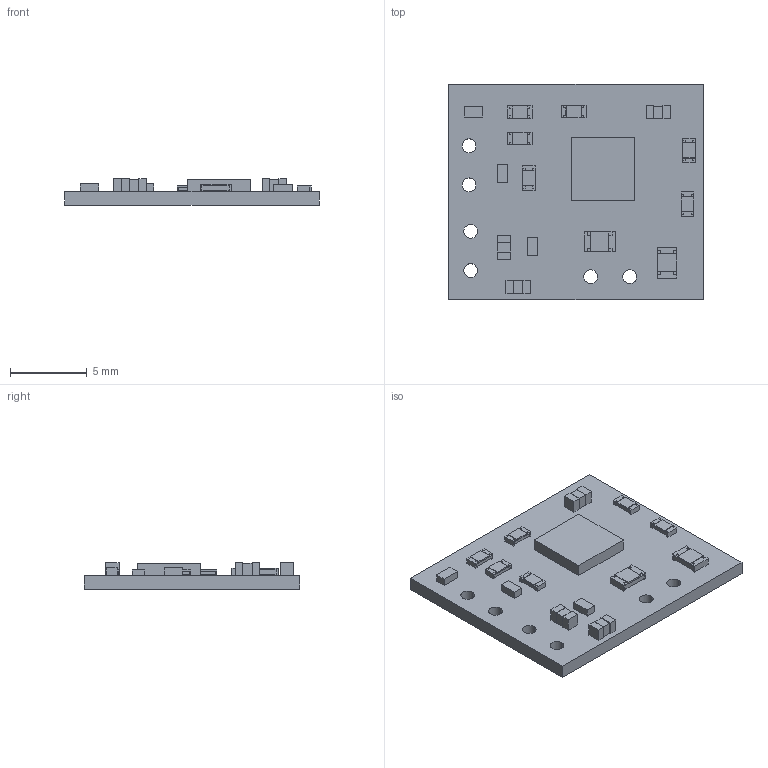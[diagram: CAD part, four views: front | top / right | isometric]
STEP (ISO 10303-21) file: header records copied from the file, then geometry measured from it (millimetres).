
FILE_DESCRIPTION(('STEP AP242'),'1');
FILE_NAME('paa-max9788-01.stp','2021-02-09T19:48:20',('TraceParts'),('TraceParts S.A.'),'Spatial InterOp 3D',' ',' ');
FILE_SCHEMA(('AP242_MANAGED_MODEL_BASED_3D_ENGINEERING_MIM_LF {1 0 10303 442 1 1 4}'));
Length unit declared in the file: millimetre
Products named in the file (1): paa-max9788-01_1
Bounding box: 16.5 x 14 x 1.73 mm (x, y, z)
Volume: 226 mm3; surface area: 646.3 mm2
Topology: 16 solids, 16 shells, 498 faces, 1292 edges, 840 vertices
Faces by surface type: plane 486, cylinder 12
Entity records: 16132 total; most frequent: CARTESIAN_POINT 2646, ORIENTED_EDGE 2584, DIRECTION 2344, EDGE_CURVE 1292, LINE 1268, VECTOR 1268, VERTEX_POINT 840, AXIS2_PLACEMENT_3D 538
